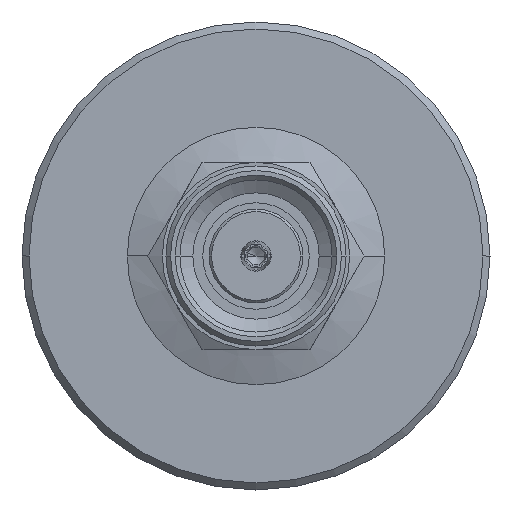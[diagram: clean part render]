
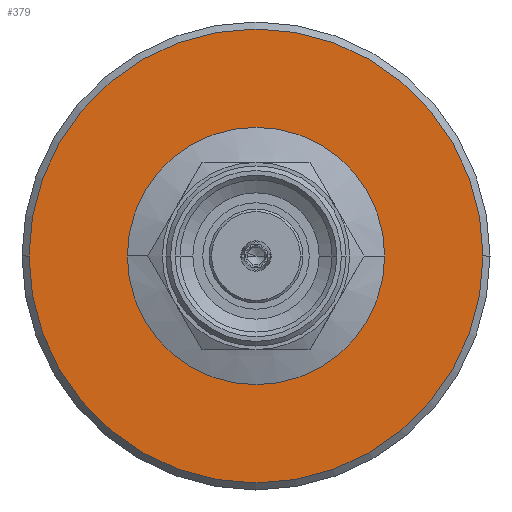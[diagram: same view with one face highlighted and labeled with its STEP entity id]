
A CAD part, left-side view. The second image highlights one B-rep face of the part: STEP entity #379.
In plain terms, the highlighted planar face has unit normal (-1, 0, 0).
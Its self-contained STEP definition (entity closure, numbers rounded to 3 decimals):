
#164 = CARTESIAN_POINT ( 'NONE',  ( -4.058, -9.7, 0. ) ) ;
#379 = ADVANCED_FACE ( 'NONE', ( #1402, #742 ), #5794, .F. ) ;
#595 = EDGE_LOOP ( 'NONE', ( #5334, #901 ) ) ;
#676 = DIRECTION ( 'NONE',  ( 0., -1., 0. ) ) ;
#742 = FACE_OUTER_BOUND ( 'NONE', #5415, .T. ) ;
#845 = CARTESIAN_POINT ( 'NONE',  ( -4.058, 0., 0. ) ) ;
#853 = CIRCLE ( 'NONE', #3028, 9.7 ) ;
#901 = ORIENTED_EDGE ( 'NONE', *, *, #1813, .F. ) ;
#1022 = DIRECTION ( 'NONE',  ( -1., 0., 0. ) ) ;
#1064 = CARTESIAN_POINT ( 'NONE',  ( -4.058, 0., 0. ) ) ;
#1124 = VERTEX_POINT ( 'NONE', #5676 ) ;
#1135 = DIRECTION ( 'NONE',  ( 0., -1., 0. ) ) ;
#1196 = DIRECTION ( 'NONE',  ( 0., 1., 0. ) ) ;
#1256 = AXIS2_PLACEMENT_3D ( 'NONE', #845, #1022, #1135 ) ;
#1402 = FACE_BOUND ( 'NONE', #595, .T. ) ;
#1512 = CARTESIAN_POINT ( 'NONE',  ( -4.058, 9.7, 0. ) ) ;
#1813 = EDGE_CURVE ( 'NONE', #1124, #3372, #4043, .T. ) ;
#1981 = CARTESIAN_POINT ( 'NONE',  ( -4.058, 0., 0. ) ) ;
#1989 = DIRECTION ( 'NONE',  ( -1., 0., 0. ) ) ;
#1992 = DIRECTION ( 'NONE',  ( 0., -1., 0. ) ) ;
#2021 = DIRECTION ( 'NONE',  ( -1., 0., 0. ) ) ;
#2035 = DIRECTION ( 'NONE',  ( 0., -1., 0. ) ) ;
#2134 = AXIS2_PLACEMENT_3D ( 'NONE', #4783, #4789, #676 ) ;
#2564 = CARTESIAN_POINT ( 'NONE',  ( -4.058, 9.7, 0. ) ) ;
#2922 = AXIS2_PLACEMENT_3D ( 'NONE', #1512, #5545, #1196 ) ;
#3028 = AXIS2_PLACEMENT_3D ( 'NONE', #1981, #1989, #1992 ) ;
#3372 = VERTEX_POINT ( 'NONE', #4831 ) ;
#3754 = ORIENTED_EDGE ( 'NONE', *, *, #5536, .T. ) ;
#4043 = CIRCLE ( 'NONE', #5709, 5.5 ) ;
#4263 = VERTEX_POINT ( 'NONE', #2564 ) ;
#4783 = CARTESIAN_POINT ( 'NONE',  ( -4.058, 0., 0. ) ) ;
#4789 = DIRECTION ( 'NONE',  ( -1., 0., 0. ) ) ;
#4831 = CARTESIAN_POINT ( 'NONE',  ( -4.058, -5.5, 0. ) ) ;
#4871 = EDGE_CURVE ( 'NONE', #4263, #5903, #5069, .T. ) ;
#4900 = CIRCLE ( 'NONE', #1256, 5.5 ) ;
#5069 = CIRCLE ( 'NONE', #2134, 9.7 ) ;
#5334 = ORIENTED_EDGE ( 'NONE', *, *, #5924, .F. ) ;
#5415 = EDGE_LOOP ( 'NONE', ( #5513, #3754 ) ) ;
#5513 = ORIENTED_EDGE ( 'NONE', *, *, #4871, .T. ) ;
#5536 = EDGE_CURVE ( 'NONE', #5903, #4263, #853, .T. ) ;
#5545 = DIRECTION ( 'NONE',  ( 1., 0., 0. ) ) ;
#5676 = CARTESIAN_POINT ( 'NONE',  ( -4.058, 5.5, 0. ) ) ;
#5709 = AXIS2_PLACEMENT_3D ( 'NONE', #1064, #2021, #2035 ) ;
#5794 = PLANE ( 'NONE',  #2922 ) ;
#5903 = VERTEX_POINT ( 'NONE', #164 ) ;
#5924 = EDGE_CURVE ( 'NONE', #3372, #1124, #4900, .T. ) ;
